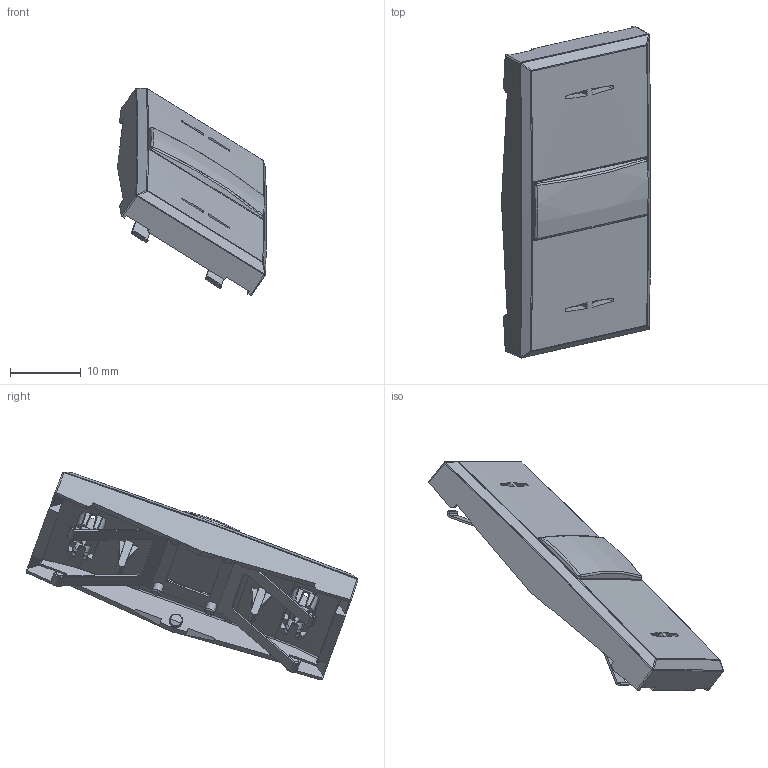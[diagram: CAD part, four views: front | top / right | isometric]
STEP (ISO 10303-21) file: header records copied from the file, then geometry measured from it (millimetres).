
FILE_DESCRIPTION(('CATIA V5 STEP Exchange'),'2;1');
FILE_NAME('443ELA02.stp','2024-03-08T10:25:14+00:00',('none'),('none'),'CATIA Version 5-6 Release 2016 SP6','CATIA V5 STEP AP203','none');
FILE_SCHEMA(('CONFIG_CONTROL_DESIGN'));
Length unit declared in the file: millimetre
Products named in the file (1): 443ELA02
Assembly tree (4 placements, depth 2):
  443ELA02
    #57
    #19369
    #23101
    #25174
Bounding box: 21.09 x 46.97 x 29.43 mm (x, y, z)
Volume: 2490.9 mm3; surface area: 4155.5 mm2
Topology: 3 solids, 3 shells, 654 faces, 1870 edges, 1206 vertices
Faces by surface type: plane 319, cylinder 138, bspline 88, cone 52, torus 34, sphere 22, revolution 1
Entity records: 25199 total; most frequent: CARTESIAN_POINT 10510, ORIENTED_EDGE 3688, DIRECTION 1947, EDGE_CURVE 1844, VERTEX_POINT 1202, VECTOR 824, LINE 824, B_SPLINE_CURVE_WITH_KNOTS 755
